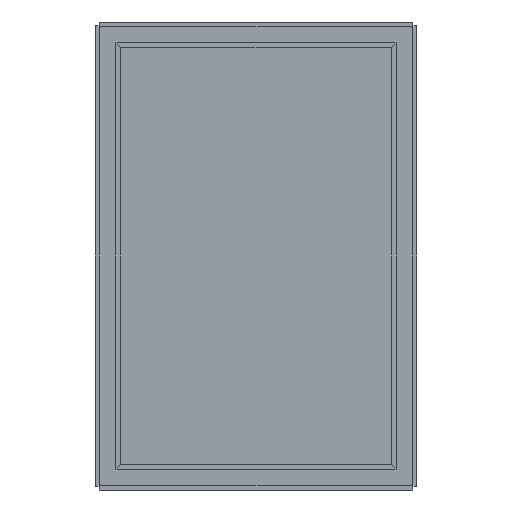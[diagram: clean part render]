
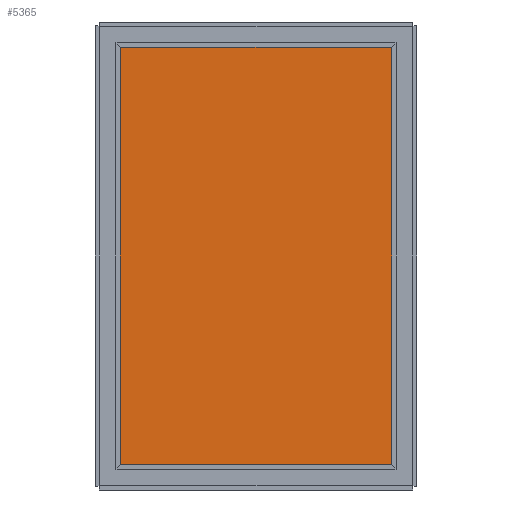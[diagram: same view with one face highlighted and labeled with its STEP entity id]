
A CAD part, front view. The second image highlights one B-rep face of the part: STEP entity #5365.
In plain terms, the highlighted planar face has unit normal (0, -1, 0).
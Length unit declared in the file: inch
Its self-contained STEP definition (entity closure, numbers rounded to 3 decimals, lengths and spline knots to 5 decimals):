
#472 = EDGE_CURVE ( 'NONE', #3413, #16105, #7061, .T. ) ;
#1030 = LINE ( 'NONE', #7365, #13825 ) ;
#1248 = CARTESIAN_POINT ( 'NONE',  ( -9.9375, 0.325, 14.9375 ) ) ;
#1574 = DIRECTION ( 'NONE',  ( 0., 1., 0. ) ) ;
#2369 = CARTESIAN_POINT ( 'NONE',  ( 9.9375, 0.325, 14.9375 ) ) ;
#2418 = VERTEX_POINT ( 'NONE', #5876 ) ;
#2620 = EDGE_CURVE ( 'NONE', #2418, #5564, #1030, .T. ) ;
#2655 = PLANE ( 'NONE',  #6687 ) ;
#3208 = DIRECTION ( 'NONE',  ( 1., 0., 0. ) ) ;
#3413 = VERTEX_POINT ( 'NONE', #5177 ) ;
#3441 = DIRECTION ( 'NONE',  ( 0., 0., -1. ) ) ;
#3499 = DIRECTION ( 'NONE',  ( 0., 0., 1. ) ) ;
#3674 = VECTOR ( 'NONE', #3208, 39.37008 ) ;
#3889 = FACE_OUTER_BOUND ( 'NONE', #5873, .T. ) ;
#4129 = DIRECTION ( 'NONE',  ( -1., 0., 0. ) ) ;
#5177 = CARTESIAN_POINT ( 'NONE',  ( 9.9375, 0.325, 14.9375 ) ) ;
#5273 = EDGE_CURVE ( 'NONE', #16105, #2418, #11549, .T. ) ;
#5365 = ADVANCED_FACE ( 'NONE', ( #3889 ), #2655, .F. ) ;
#5564 = VERTEX_POINT ( 'NONE', #1248 ) ;
#5873 = EDGE_LOOP ( 'NONE', ( #15945, #13275, #14517, #8977 ) ) ;
#5876 = CARTESIAN_POINT ( 'NONE',  ( -9.9375, 0.325, -14.9375 ) ) ;
#6687 = AXIS2_PLACEMENT_3D ( 'NONE', #7843, #1574, #15260 ) ;
#6864 = CARTESIAN_POINT ( 'NONE',  ( 9.9375, 0.325, -14.9375 ) ) ;
#7061 = LINE ( 'NONE', #2369, #14845 ) ;
#7365 = CARTESIAN_POINT ( 'NONE',  ( -9.9375, 0.325, -14.9375 ) ) ;
#7843 = CARTESIAN_POINT ( 'NONE',  ( 9.9375, 0.325, -14.9375 ) ) ;
#8414 = LINE ( 'NONE', #14495, #3674 ) ;
#8977 = ORIENTED_EDGE ( 'NONE', *, *, #472, .F. ) ;
#9328 = VECTOR ( 'NONE', #4129, 39.37008 ) ;
#11549 = LINE ( 'NONE', #12864, #9328 ) ;
#12864 = CARTESIAN_POINT ( 'NONE',  ( 9.9375, 0.325, -14.9375 ) ) ;
#13275 = ORIENTED_EDGE ( 'NONE', *, *, #2620, .F. ) ;
#13825 = VECTOR ( 'NONE', #3499, 39.37008 ) ;
#14495 = CARTESIAN_POINT ( 'NONE',  ( -9.9375, 0.325, 14.9375 ) ) ;
#14517 = ORIENTED_EDGE ( 'NONE', *, *, #5273, .F. ) ;
#14845 = VECTOR ( 'NONE', #3441, 39.37008 ) ;
#15260 = DIRECTION ( 'NONE',  ( 0., 0., -1. ) ) ;
#15353 = EDGE_CURVE ( 'NONE', #5564, #3413, #8414, .T. ) ;
#15945 = ORIENTED_EDGE ( 'NONE', *, *, #15353, .F. ) ;
#16105 = VERTEX_POINT ( 'NONE', #6864 ) ;
